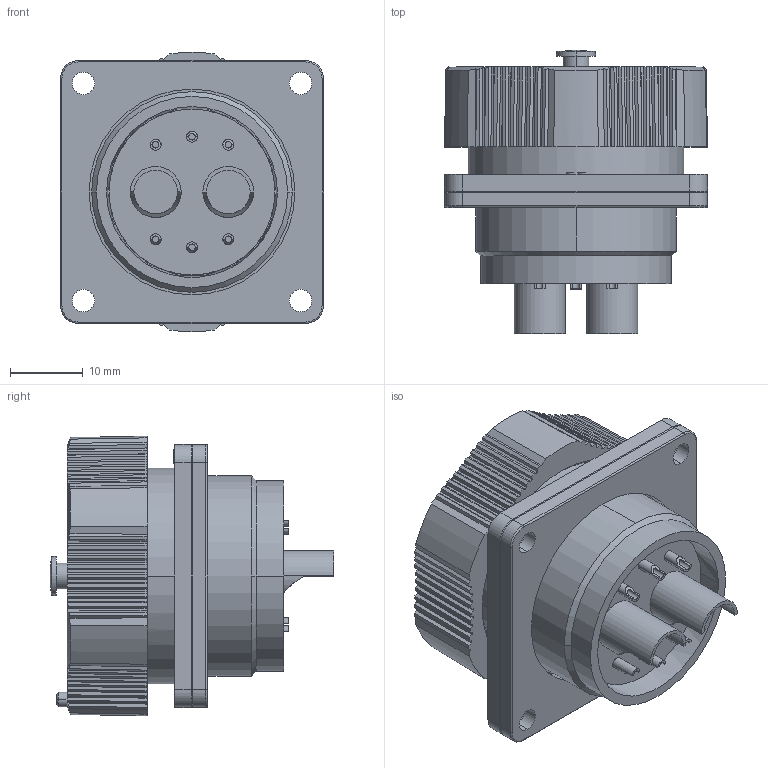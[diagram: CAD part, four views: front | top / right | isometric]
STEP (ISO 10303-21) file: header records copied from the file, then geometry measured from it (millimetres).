
FILE_DESCRIPTION((''),'2;1');
FILE_NAME('WY28K10Z','2017-05-10T',('Administrator'),(''),'PRO/ENGINEER BY PARAMETRIC TECHNOLOGY CORPORATION, 2015240','PRO/ENGINEER BY PARAMETRIC TECHNOLOGY CORPORATION, 2015240','');
FILE_SCHEMA(('CONFIG_CONTROL_DESIGN'));
Length unit declared in the file: millimetre
Products named in the file (1): WY28K10Z
Bounding box: 36.2 x 39.08 x 38.45 mm (x, y, z)
Volume: 21388.9 mm3; surface area: 15843.7 mm2
Topology: 2 solids, 2 shells, 630 faces, 1754 edges, 1163 vertices
Faces by surface type: plane 389, cylinder 132, cone 99, torus 8, sphere 2
Entity records: 21201 total; most frequent: CARTESIAN_POINT 5268, ORIENTED_EDGE 3504, DIRECTION 3078, EDGE_CURVE 1752, VERTEX_POINT 1163, AXIS2_PLACEMENT_3D 1080, VECTOR 918, LINE 918
